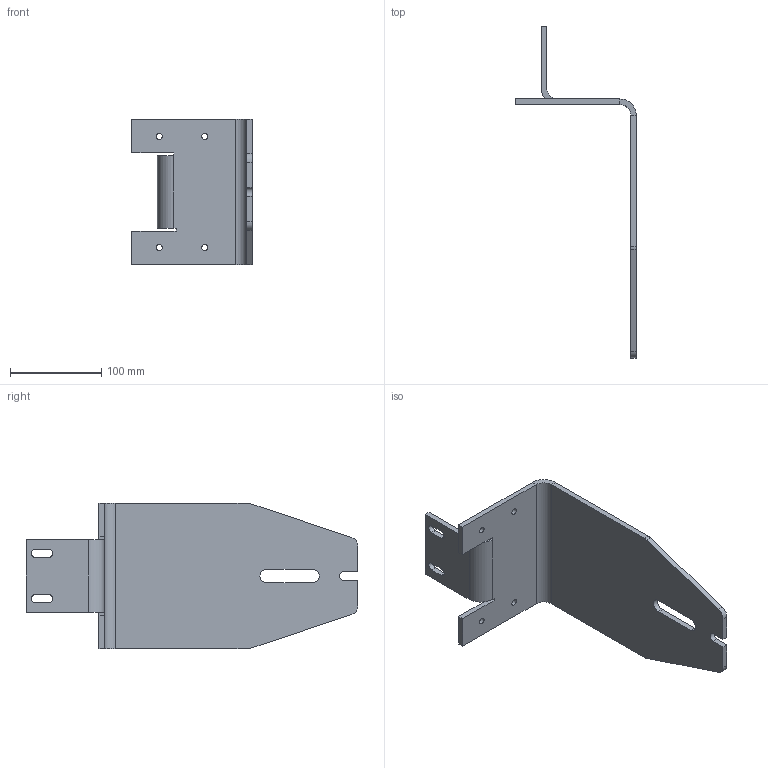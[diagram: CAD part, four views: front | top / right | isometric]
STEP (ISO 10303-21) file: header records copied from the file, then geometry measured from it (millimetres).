
FILE_DESCRIPTION(/* description */ (''),/* implementation_level */ '2;1');
FILE_NAME(/* name */ 'Aandrijfvoet 002_2.0 v1.step',/* time_stamp */ '2024-01-26T21:29:55+01:00',/* author */ (''),/* organization */ (''),/* preprocessor_version */ 'ST-DEVELOPER v20',/* originating_system */ 'Autodesk Translation Framework v12.14.0.127',/* authorisation */ '');
FILE_SCHEMA (('AUTOMOTIVE_DESIGN { 1 0 10303 214 3 1 1 }'));
Length unit declared in the file: millimetre
Products named in the file (1): Aandrijfvoet 002_2.0
Bounding box: 132 x 364 x 160 mm (x, y, z)
Volume: 368770 mm3; surface area: 133255 mm2
Topology: 1 solids, 1 shells, 53 faces, 143 edges, 92 vertices
Faces by surface type: plane 34, cylinder 19
Full cylindrical faces by diameter (mm): 6.8 x4
Entity records: 1723 total; most frequent: DIRECTION 289, CARTESIAN_POINT 289, ORIENTED_EDGE 286, EDGE_CURVE 143, LINE 105, VECTOR 105, VERTEX_POINT 92, AXIS2_PLACEMENT_3D 92
